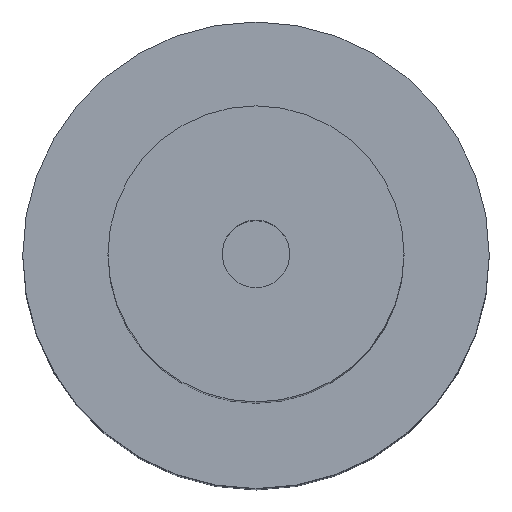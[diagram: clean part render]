
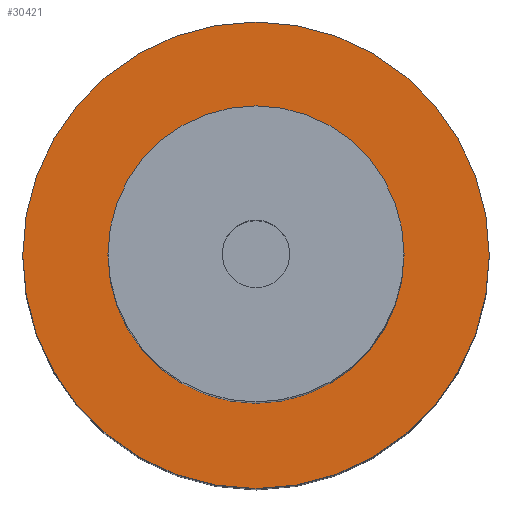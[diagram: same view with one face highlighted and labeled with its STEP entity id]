
A CAD part, top view. The second image highlights one B-rep face of the part: STEP entity #30421.
In plain terms, the highlighted planar face has unit normal (0, 0, 1).
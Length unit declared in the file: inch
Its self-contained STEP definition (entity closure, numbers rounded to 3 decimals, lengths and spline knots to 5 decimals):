
#30102=CARTESIAN_POINT('',(0.,0.,-0.08266));
#30103=DIRECTION('',(0.,0.,1.));
#30104=DIRECTION('',(0.,1.,0.));
#30105=AXIS2_PLACEMENT_3D('',#30102,#30103,#30104);
#30111=CARTESIAN_POINT('',(0.,0.,-0.08266));
#30112=DIRECTION('',(0.,0.,-1.));
#30113=DIRECTION('',(0.,1.,0.));
#30114=AXIS2_PLACEMENT_3D('',#30111,#30112,#30113);
#30120=CARTESIAN_POINT('',(0.,0.,-0.08266));
#30121=DIRECTION('',(0.,0.,1.));
#30122=DIRECTION('',(0.,1.,0.));
#30123=AXIS2_PLACEMENT_3D('',#30120,#30121,#30122);
#30125=CARTESIAN_POINT('',(0.,0.,-0.08266));
#30126=DIRECTION('',(0.,0.,-1.));
#30127=DIRECTION('',(0.,1.,0.));
#30128=AXIS2_PLACEMENT_3D('',#30125,#30126,#30127);
#30325=CARTESIAN_POINT('',(0.,0.145,-0.08266));
#30327=VERTEX_POINT('',#30325);
#30328=CARTESIAN_POINT('',(0.,0.092,-0.08266));
#30330=VERTEX_POINT('',#30328);
#30353=CARTESIAN_POINT('',(0.,-0.145,-0.08266));
#30355=VERTEX_POINT('',#30353);
#30356=CARTESIAN_POINT('',(0.,-0.092,-0.08266));
#30358=VERTEX_POINT('',#30356);
#30406=CARTESIAN_POINT('',(0.,0.,-0.08266));
#30407=DIRECTION('',(0.,0.,1.));
#30408=DIRECTION('',(0.,1.,0.));
#30409=AXIS2_PLACEMENT_3D('',#30406,#30407,#30408);
#30410=PLANE('',#30409);
#30412=ORIENTED_EDGE('',*,*,#30411,.F.);
#30414=ORIENTED_EDGE('',*,*,#30413,.T.);
#30415=EDGE_LOOP('',(#30412,#30414));
#30416=FACE_OUTER_BOUND('',#30415,.F.);
#30417=ORIENTED_EDGE('',*,*,#30399,.F.);
#30418=ORIENTED_EDGE('',*,*,#30388,.T.);
#30419=EDGE_LOOP('',(#30417,#30418));
#30420=FACE_BOUND('',#30419,.F.);
#30421=ADVANCED_FACE('',(#30416,#30420),#30410,.T.);
#30106=CIRCLE('',#30105,0.092);
#30115=CIRCLE('',#30114,0.092);
#30124=CIRCLE('',#30123,0.145);
#30129=CIRCLE('',#30128,0.145);
#30388=EDGE_CURVE('',#30330,#30358,#30106,.T.);
#30399=EDGE_CURVE('',#30330,#30358,#30115,.T.);
#30411=EDGE_CURVE('',#30327,#30355,#30124,.T.);
#30413=EDGE_CURVE('',#30327,#30355,#30129,.T.);
